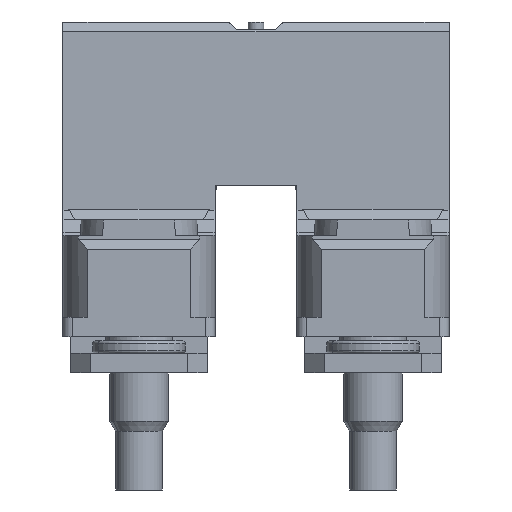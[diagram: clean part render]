
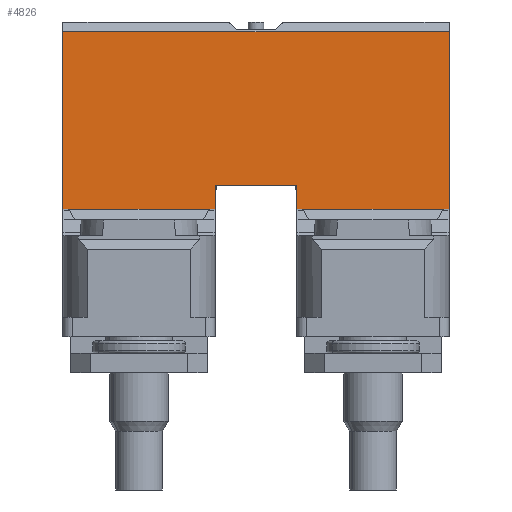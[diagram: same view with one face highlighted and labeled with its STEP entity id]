
A CAD part, front view. The second image highlights one B-rep face of the part: STEP entity #4826.
In plain terms, the highlighted planar face has unit normal (0, -1, 0.009).
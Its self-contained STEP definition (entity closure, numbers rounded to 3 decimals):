
#4805=AXIS2_PLACEMENT_3D('Plane Axis2P3D',#4802,#4803,#4804) ;
#1227=CARTESIAN_POINT('Vertex',(0.3,5.47,14.4)) ;
#1241=CARTESIAN_POINT('Vertex',(7.5,5.47,14.4)) ;
#1244=CARTESIAN_POINT('Line Origine',(3.9,5.47,14.4)) ;
#1453=CARTESIAN_POINT('Vertex',(19.8,5.549,23.5)) ;
#1456=CARTESIAN_POINT('Line Origine',(19.8,5.51,18.95)) ;
#1460=CARTESIAN_POINT('Vertex',(19.8,5.47,14.4)) ;
#1614=CARTESIAN_POINT('Vertex',(0.,5.47,14.4)) ;
#2241=CARTESIAN_POINT('Vertex',(12.,5.47,14.4)) ;
#2524=CARTESIAN_POINT('Vertex',(7.8,5.47,14.4)) ;
#4584=CARTESIAN_POINT('Line Origine',(0.,5.51,18.95)) ;
#4588=CARTESIAN_POINT('Vertex',(0.,5.549,23.5)) ;
#4609=CARTESIAN_POINT('Line Origine',(0.15,5.47,14.4)) ;
#4621=CARTESIAN_POINT('Line Origine',(7.65,5.47,14.4)) ;
#4637=CARTESIAN_POINT('Vertex',(7.8,5.48,15.6)) ;
#4640=CARTESIAN_POINT('Line Origine',(7.8,5.475,15.)) ;
#4661=CARTESIAN_POINT('Vertex',(12.,5.48,15.6)) ;
#4664=CARTESIAN_POINT('Line Origine',(9.9,5.48,15.6)) ;
#4676=CARTESIAN_POINT('Line Origine',(12.,5.475,15.)) ;
#4729=CARTESIAN_POINT('Line Origine',(9.9,5.549,23.5)) ;
#4747=CARTESIAN_POINT('Line Origine',(12.15,5.47,14.4)) ;
#4751=CARTESIAN_POINT('Vertex',(12.3,5.47,14.4)) ;
#4787=CARTESIAN_POINT('Vertex',(19.5,5.47,14.4)) ;
#4790=CARTESIAN_POINT('Line Origine',(15.9,5.47,14.4)) ;
#4802=CARTESIAN_POINT('Axis2P3D Location',(19.8,5.549,23.5)) ;
#4807=CARTESIAN_POINT('Line Origine',(19.65,5.47,14.4)) ;
#1245=DIRECTION('Vector Direction',(-1.,0.,0.)) ;
#1457=DIRECTION('Vector Direction',(0.,-0.009,-1.)) ;
#4585=DIRECTION('Vector Direction',(0.,-0.009,-1.)) ;
#4610=DIRECTION('Vector Direction',(-1.,0.,0.)) ;
#4622=DIRECTION('Vector Direction',(-1.,0.,0.)) ;
#4641=DIRECTION('Vector Direction',(0.,-0.009,-1.)) ;
#4665=DIRECTION('Vector Direction',(1.,0.,0.)) ;
#4677=DIRECTION('Vector Direction',(0.,0.009,1.)) ;
#4730=DIRECTION('Vector Direction',(-1.,0.,0.)) ;
#4748=DIRECTION('Vector Direction',(-1.,0.,0.)) ;
#4791=DIRECTION('Vector Direction',(-1.,0.,0.)) ;
#4803=DIRECTION('Axis2P3D Direction',(0.,1.,-0.009)) ;
#4804=DIRECTION('Axis2P3D XDirection',(0.,-0.009,-1.)) ;
#4808=DIRECTION('Vector Direction',(-1.,0.,0.)) ;
#1246=VECTOR('Line Direction',#1245,1.) ;
#1458=VECTOR('Line Direction',#1457,1.) ;
#4586=VECTOR('Line Direction',#4585,1.) ;
#4611=VECTOR('Line Direction',#4610,1.) ;
#4623=VECTOR('Line Direction',#4622,1.) ;
#4642=VECTOR('Line Direction',#4641,1.) ;
#4666=VECTOR('Line Direction',#4665,1.) ;
#4678=VECTOR('Line Direction',#4677,1.) ;
#4731=VECTOR('Line Direction',#4730,1.) ;
#4749=VECTOR('Line Direction',#4748,1.) ;
#4792=VECTOR('Line Direction',#4791,1.) ;
#4809=VECTOR('Line Direction',#4808,1.) ;
#4813=ORIENTED_EDGE('',*,*,#4733,.T.) ;
#4814=ORIENTED_EDGE('',*,*,#4590,.F.) ;
#4815=ORIENTED_EDGE('',*,*,#4613,.F.) ;
#4816=ORIENTED_EDGE('',*,*,#1248,.T.) ;
#4817=ORIENTED_EDGE('',*,*,#4625,.F.) ;
#4818=ORIENTED_EDGE('',*,*,#4644,.F.) ;
#4819=ORIENTED_EDGE('',*,*,#4668,.F.) ;
#4820=ORIENTED_EDGE('',*,*,#4680,.F.) ;
#4821=ORIENTED_EDGE('',*,*,#4753,.F.) ;
#4822=ORIENTED_EDGE('',*,*,#4794,.F.) ;
#4823=ORIENTED_EDGE('',*,*,#4811,.F.) ;
#4824=ORIENTED_EDGE('',*,*,#1462,.T.) ;
#4826=ADVANCED_FACE('ISTE WQV16N/2.1\\Koerper.2',(#4825),#4806,.F.) ;
#1248=EDGE_CURVE('',#1228,#1242,#1247,.F.) ;
#1462=EDGE_CURVE('',#1461,#1454,#1459,.F.) ;
#4590=EDGE_CURVE('',#1615,#4589,#4587,.F.) ;
#4613=EDGE_CURVE('',#1228,#1615,#4612,.T.) ;
#4625=EDGE_CURVE('',#2525,#1242,#4624,.T.) ;
#4644=EDGE_CURVE('',#4638,#2525,#4643,.T.) ;
#4668=EDGE_CURVE('',#4662,#4638,#4667,.F.) ;
#4680=EDGE_CURVE('',#2242,#4662,#4679,.T.) ;
#4733=EDGE_CURVE('',#1454,#4589,#4732,.T.) ;
#4753=EDGE_CURVE('',#4752,#2242,#4750,.T.) ;
#4794=EDGE_CURVE('',#4788,#4752,#4793,.T.) ;
#4811=EDGE_CURVE('',#1461,#4788,#4810,.T.) ;
#4812=EDGE_LOOP('',(#4813,#4814,#4815,#4816,#4817,#4818,#4819,#4820,#4821,#4822,#4823,#4824)) ;
#4825=FACE_OUTER_BOUND('',#4812,.T.) ;
#1247=LINE('Line',#1244,#1246) ;
#1459=LINE('Line',#1456,#1458) ;
#4587=LINE('Line',#4584,#4586) ;
#4612=LINE('Line',#4609,#4611) ;
#4624=LINE('Line',#4621,#4623) ;
#4643=LINE('Line',#4640,#4642) ;
#4667=LINE('Line',#4664,#4666) ;
#4679=LINE('Line',#4676,#4678) ;
#4732=LINE('Line',#4729,#4731) ;
#4750=LINE('Line',#4747,#4749) ;
#4793=LINE('Line',#4790,#4792) ;
#4810=LINE('Line',#4807,#4809) ;
#4806=PLANE('',#4805) ;
#1228=VERTEX_POINT('',#1227) ;
#1242=VERTEX_POINT('',#1241) ;
#1454=VERTEX_POINT('',#1453) ;
#1461=VERTEX_POINT('',#1460) ;
#1615=VERTEX_POINT('',#1614) ;
#2242=VERTEX_POINT('',#2241) ;
#2525=VERTEX_POINT('',#2524) ;
#4589=VERTEX_POINT('',#4588) ;
#4638=VERTEX_POINT('',#4637) ;
#4662=VERTEX_POINT('',#4661) ;
#4752=VERTEX_POINT('',#4751) ;
#4788=VERTEX_POINT('',#4787) ;
